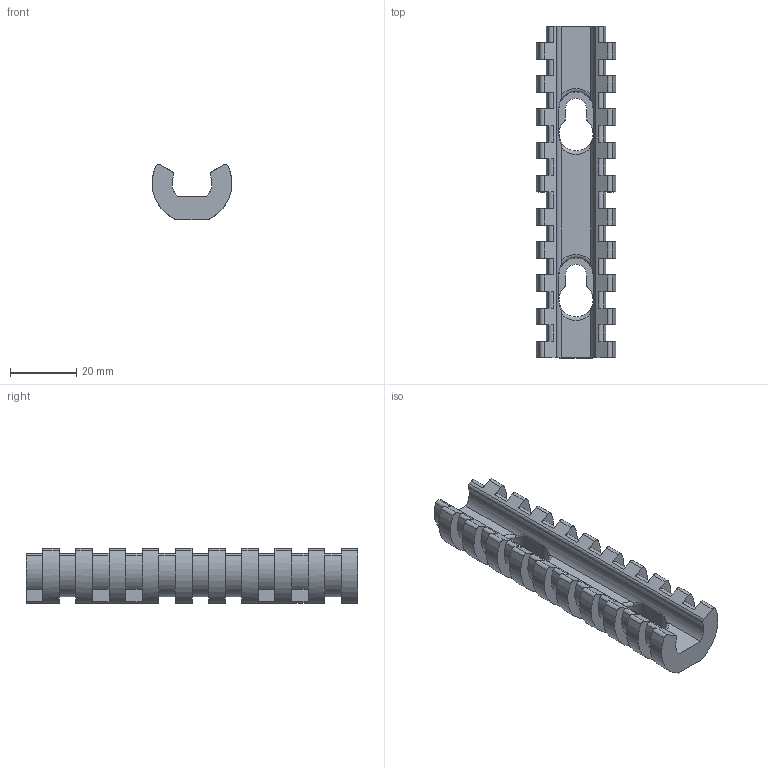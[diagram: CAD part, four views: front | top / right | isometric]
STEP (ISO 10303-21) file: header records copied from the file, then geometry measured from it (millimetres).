
FILE_DESCRIPTION(/* description */ (''),/* implementation_level */ '2;1');
FILE_NAME(/* name */ 'electronics_wire_guide.step',/* time_stamp */ '2022-06-24T11:49:15+01:00',/* author */ (''),/* organization */ (''),/* preprocessor_version */ 'ST-DEVELOPER v19',/* originating_system */ 'Autodesk Translation Framework v11.7.0.108',/* authorisation */ '');
FILE_SCHEMA (('AUTOMOTIVE_DESIGN { 1 0 10303 214 3 1 1 }'));
Length unit declared in the file: millimetre
Products named in the file (1): electronics_wire_guide
Bounding box: 23.98 x 100 x 16.58 mm (x, y, z)
Volume: 15521.4 mm3; surface area: 10317.6 mm2
Topology: 1 solids, 1 shells, 160 faces, 486 edges, 324 vertices
Faces by surface type: cylinder 85, plane 63, bspline 8, torus 4
Entity records: 5971 total; most frequent: CARTESIAN_POINT 1483, ORIENTED_EDGE 972, DIRECTION 948, EDGE_CURVE 486, AXIS2_PLACEMENT_3D 353, VERTEX_POINT 324, LINE 242, VECTOR 242
